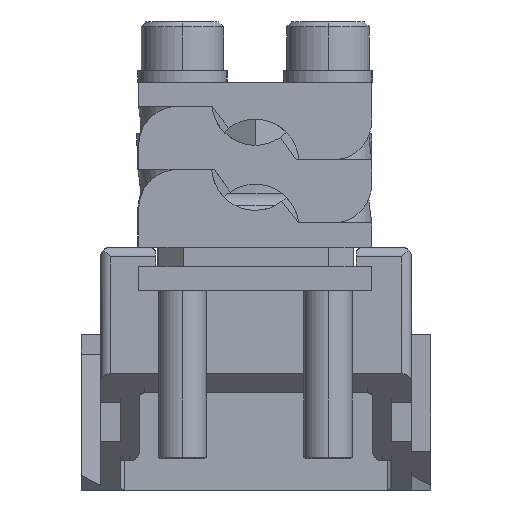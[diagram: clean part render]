
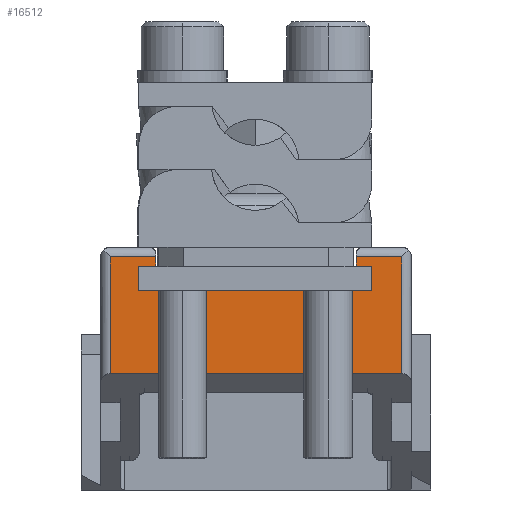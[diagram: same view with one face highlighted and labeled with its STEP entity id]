
A CAD part, front view. The second image highlights one B-rep face of the part: STEP entity #16512.
In plain terms, the highlighted planar face has unit normal (0, -1, 0).
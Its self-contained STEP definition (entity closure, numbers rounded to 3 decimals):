
#5203=DIRECTION('',(0.,0.,1.));
#5204=VECTOR('',#5203,12.);
#5205=CARTESIAN_POINT('',(219.67,44.034,-2.));
#5206=LINE('',#5205,#5204);
#5284=DIRECTION('',(-1.,0.,0.));
#5285=VECTOR('',#5284,30.);
#5286=CARTESIAN_POINT('',(219.67,44.034,-2.));
#5287=LINE('',#5286,#5285);
#5291=DIRECTION('',(0.,0.,1.));
#5292=VECTOR('',#5291,3.);
#5293=CARTESIAN_POINT('',(194.32,44.034,7.));
#5294=LINE('',#5293,#5292);
#6181=DIRECTION('',(-1.,0.,0.));
#6182=VECTOR('',#6181,4.65);
#6183=CARTESIAN_POINT('',(219.67,44.034,10.));
#6184=LINE('',#6183,#6182);
#6277=DIRECTION('',(0.,0.,-1.));
#6278=VECTOR('',#6277,3.);
#6279=CARTESIAN_POINT('',(215.02,44.034,10.));
#6280=LINE('',#6279,#6278);
#6366=DIRECTION('',(-1.,0.,0.));
#6367=VECTOR('',#6366,1.85);
#6368=CARTESIAN_POINT('',(215.02,44.034,7.));
#6369=LINE('',#6368,#6367);
#6389=DIRECTION('',(0.,0.,1.));
#6390=VECTOR('',#6389,1.5);
#6391=CARTESIAN_POINT('',(213.17,44.034,7.));
#6392=LINE('',#6391,#6390);
#6396=DIRECTION('',(-1.,0.,0.));
#6397=VECTOR('',#6396,5.);
#6398=CARTESIAN_POINT('',(213.17,44.034,8.5));
#6399=LINE('',#6398,#6397);
#6426=DIRECTION('',(0.,0.,-1.));
#6427=VECTOR('',#6426,1.5);
#6428=CARTESIAN_POINT('',(208.17,44.034,8.5));
#6429=LINE('',#6428,#6427);
#6447=DIRECTION('',(-1.,0.,0.));
#6448=VECTOR('',#6447,7.);
#6449=CARTESIAN_POINT('',(208.17,44.034,7.));
#6450=LINE('',#6449,#6448);
#6486=DIRECTION('',(0.,0.,1.));
#6487=VECTOR('',#6486,1.5);
#6488=CARTESIAN_POINT('',(201.17,44.034,7.));
#6489=LINE('',#6488,#6487);
#6493=DIRECTION('',(-1.,0.,0.));
#6494=VECTOR('',#6493,5.);
#6495=CARTESIAN_POINT('',(201.17,44.034,8.5));
#6496=LINE('',#6495,#6494);
#6523=DIRECTION('',(0.,0.,-1.));
#6524=VECTOR('',#6523,1.5);
#6525=CARTESIAN_POINT('',(196.17,44.034,8.5));
#6526=LINE('',#6525,#6524);
#6537=DIRECTION('',(-1.,0.,0.));
#6538=VECTOR('',#6537,1.85);
#6539=CARTESIAN_POINT('',(196.17,44.034,7.));
#6540=LINE('',#6539,#6538);
#10626=DIRECTION('',(-1.,0.,0.));
#10627=VECTOR('',#10626,4.65);
#10628=CARTESIAN_POINT('',(194.32,44.034,10.));
#10629=LINE('',#10628,#10627);
#10633=DIRECTION('',(0.,0.,-1.));
#10634=VECTOR('',#10633,12.);
#10635=CARTESIAN_POINT('',(189.67,44.034,10.));
#10636=LINE('',#10635,#10634);
#10640=CARTESIAN_POINT('',(189.67,44.034,-2.));
#12729=VERTEX_POINT('',#10640);
#12730=CARTESIAN_POINT('',(219.67,44.034,-2.));
#12731=VERTEX_POINT('',#12730);
#13573=CARTESIAN_POINT('',(219.67,44.034,10.));
#13574=VERTEX_POINT('',#13573);
#13576=CARTESIAN_POINT('',(194.32,44.034,7.));
#13577=CARTESIAN_POINT('',(194.32,44.034,10.));
#13578=VERTEX_POINT('',#13576);
#13579=VERTEX_POINT('',#13577);
#13580=CARTESIAN_POINT('',(196.17,44.034,7.));
#13581=VERTEX_POINT('',#13580);
#13582=CARTESIAN_POINT('',(196.17,44.034,8.5));
#13583=VERTEX_POINT('',#13582);
#13584=CARTESIAN_POINT('',(201.17,44.034,8.5));
#13585=VERTEX_POINT('',#13584);
#13586=CARTESIAN_POINT('',(201.17,44.034,7.));
#13587=VERTEX_POINT('',#13586);
#13588=CARTESIAN_POINT('',(208.17,44.034,7.));
#13589=VERTEX_POINT('',#13588);
#13590=CARTESIAN_POINT('',(208.17,44.034,8.5));
#13591=VERTEX_POINT('',#13590);
#13592=CARTESIAN_POINT('',(213.17,44.034,8.5));
#13593=VERTEX_POINT('',#13592);
#13594=CARTESIAN_POINT('',(213.17,44.034,7.));
#13595=VERTEX_POINT('',#13594);
#13596=CARTESIAN_POINT('',(215.02,44.034,7.));
#13597=VERTEX_POINT('',#13596);
#13598=CARTESIAN_POINT('',(215.02,44.034,10.));
#13599=VERTEX_POINT('',#13598);
#13600=CARTESIAN_POINT('',(189.67,44.034,10.));
#13601=VERTEX_POINT('',#13600);
#16475=CARTESIAN_POINT('',(217.67,44.034,-1.5));
#16476=DIRECTION('',(0.,1.,0.));
#16477=DIRECTION('',(0.,0.,1.));
#16478=AXIS2_PLACEMENT_3D('',#16475,#16476,#16477);
#16479=PLANE('',#16478);
#16481=ORIENTED_EDGE('',*,*,#16480,.F.);
#16483=ORIENTED_EDGE('',*,*,#16482,.F.);
#16485=ORIENTED_EDGE('',*,*,#16484,.F.);
#16487=ORIENTED_EDGE('',*,*,#16486,.F.);
#16489=ORIENTED_EDGE('',*,*,#16488,.F.);
#16491=ORIENTED_EDGE('',*,*,#16490,.F.);
#16493=ORIENTED_EDGE('',*,*,#16492,.F.);
#16495=ORIENTED_EDGE('',*,*,#16494,.F.);
#16497=ORIENTED_EDGE('',*,*,#16496,.F.);
#16499=ORIENTED_EDGE('',*,*,#16498,.F.);
#16501=ORIENTED_EDGE('',*,*,#16500,.F.);
#16503=ORIENTED_EDGE('',*,*,#16502,.F.);
#16504=ORIENTED_EDGE('',*,*,#16466,.F.);
#16505=ORIENTED_EDGE('',*,*,#14196,.T.);
#16507=ORIENTED_EDGE('',*,*,#16506,.F.);
#16509=ORIENTED_EDGE('',*,*,#16508,.F.);
#16510=EDGE_LOOP('',(#16481,#16483,#16485,#16487,#16489,#16491,#16493,#16495,
#16497,#16499,#16501,#16503,#16504,#16505,#16507,#16509));
#16511=FACE_OUTER_BOUND('',#16510,.F.);
#14196=EDGE_CURVE('',#12731,#12729,#5287,.T.);
#16466=EDGE_CURVE('',#12731,#13574,#5206,.T.);
#16480=EDGE_CURVE('',#13578,#13579,#5294,.T.);
#16482=EDGE_CURVE('',#13581,#13578,#6540,.T.);
#16484=EDGE_CURVE('',#13583,#13581,#6526,.T.);
#16486=EDGE_CURVE('',#13585,#13583,#6496,.T.);
#16488=EDGE_CURVE('',#13587,#13585,#6489,.T.);
#16490=EDGE_CURVE('',#13589,#13587,#6450,.T.);
#16492=EDGE_CURVE('',#13591,#13589,#6429,.T.);
#16494=EDGE_CURVE('',#13593,#13591,#6399,.T.);
#16496=EDGE_CURVE('',#13595,#13593,#6392,.T.);
#16498=EDGE_CURVE('',#13597,#13595,#6369,.T.);
#16500=EDGE_CURVE('',#13599,#13597,#6280,.T.);
#16502=EDGE_CURVE('',#13574,#13599,#6184,.T.);
#16506=EDGE_CURVE('',#13601,#12729,#10636,.T.);
#16508=EDGE_CURVE('',#13579,#13601,#10629,.T.);
#16512=ADVANCED_FACE('',(#16511),#16479,.F.);
